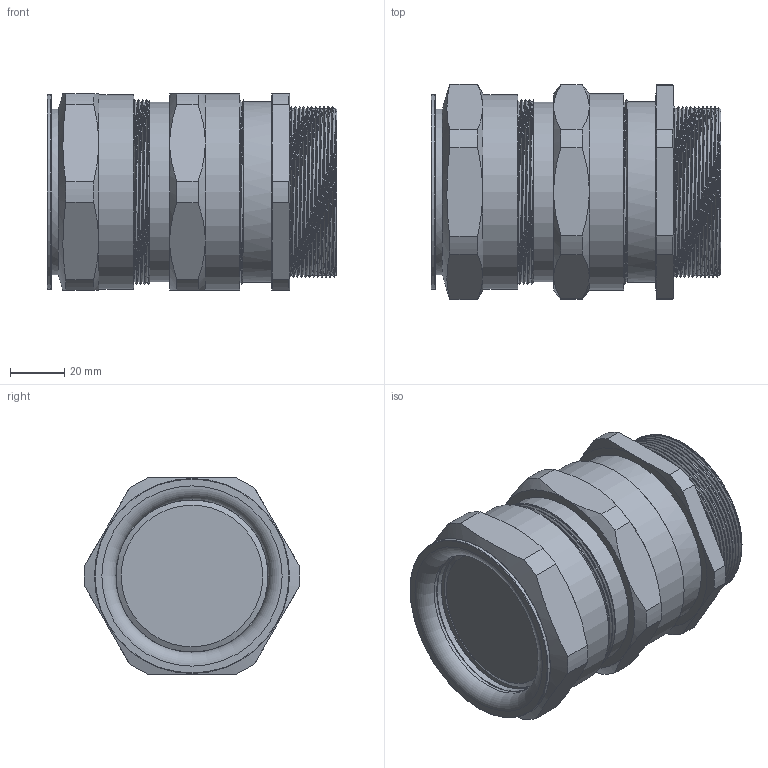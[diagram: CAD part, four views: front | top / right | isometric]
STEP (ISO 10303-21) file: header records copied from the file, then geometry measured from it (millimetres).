
FILE_DESCRIPTION(/* description */ ('ADE-4F M75x1,5'),/* implementation_level */ '2;1');
FILE_NAME(/* name */ '00847294V1-RST.stp',/* time_stamp */ '2021-04-28T09:45:24+02:00',/* author */ ('sl'),/* organization */ (''),/* preprocessor_version */ 'ST-DEVELOPER v16.5',/* originating_system */ 'Autodesk Inventor 2017',/* authorisation */ '');
FILE_SCHEMA (('AUTOMOTIVE_DESIGN { 1 0 10303 214 3 1 1 }'));
Length unit declared in the file: millimetre
Products named in the file (9): 00847294V1; 00847294V1_1; 00847294V1_2; 00847294V1_3; 00847294V1_4; 00847294V1_5; 00847294V1_6; 00847294V1_7; 00847294V1_8
Assembly tree (8 placements, depth 2):
  00847294V1
    00847294V1_1
    00847294V1_2
    00847294V1_3
    00847294V1_4
    00847294V1_5
    00847294V1_6
    00847294V1_7
    00847294V1_8
Bounding box: 106.44 x 79.05 x 72 mm (x, y, z)
Volume: 159565.9 mm3; surface area: 119885.3 mm2
Topology: 10 solids, 10 shells, 243 faces, 531 edges, 333 vertices
Faces by surface type: cylinder 99, plane 67, cone 47, torus 20, bspline 10
Full cylindrical faces by diameter (mm): 47.84 x1, 48.05 x2, 48.465 x1, 48.65 x1, 52.1 x1, 52.2 x1, 52.8 x1, 53.32 x1, 55.18 x1, 55.9 x1, 56 x1, 56.11 x1, 56.2 x1, 56.6 x1, 56.9 x1, 58.1 x1, 58.38 x2, 60 x1, 60.15 x1, 60.61 x1, 60.95 x1, 61.07 x1, 61.8 x1, 62.83 x1, 62.97 x1, 63 x1, 63.33 x1, 65.8 x2, 65.84 x1, 66.05 x1
Entity records: 15114 total; most frequent: CARTESIAN_POINT 10912, DIRECTION 866, ORIENTED_EDGE 690, AXIS2_PLACEMENT_3D 415, EDGE_CURVE 343, EDGE_LOOP 326, VERTEX_POINT 255, FACE_OUTER_BOUND 209
